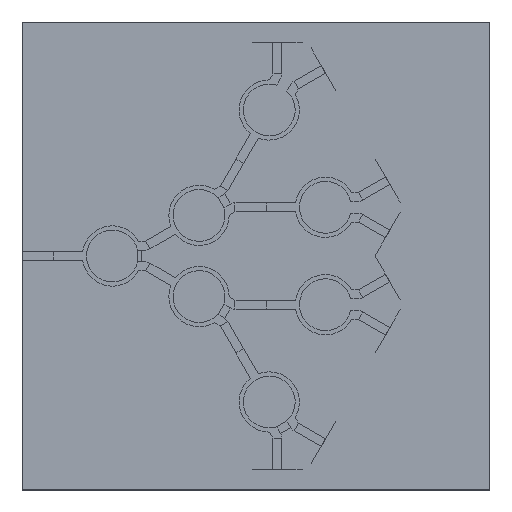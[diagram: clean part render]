
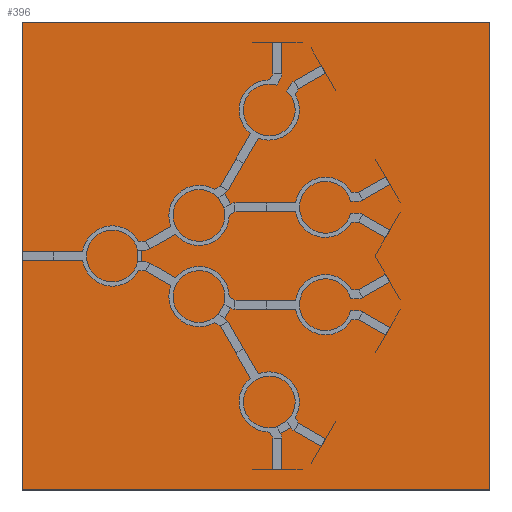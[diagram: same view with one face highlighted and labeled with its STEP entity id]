
A CAD part, top view. The second image highlights one B-rep face of the part: STEP entity #396.
In plain terms, the highlighted planar face has unit normal (0, 0, 1).
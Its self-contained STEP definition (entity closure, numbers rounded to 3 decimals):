
#396=ADVANCED_FACE('',(#644),#645,.T.);
#644=FACE_OUTER_BOUND('',#1113,.T.);
#645=PLANE('',#1114);
#1113=EDGE_LOOP('',(#1582,#1583,#1584,#1585));
#1114=AXIS2_PLACEMENT_3D('',#1586,#1587,#1588);
#1582=ORIENTED_EDGE('',*,*,#3318,.T.);
#1583=ORIENTED_EDGE('',*,*,#3319,.T.);
#1584=ORIENTED_EDGE('',*,*,#3320,.T.);
#1585=ORIENTED_EDGE('',*,*,#3321,.T.);
#1586=CARTESIAN_POINT('',(7.5,0.0,0.0));
#1587=DIRECTION('',(0.0,0.0,1.0));
#1588=DIRECTION('',(1.0,0.0,0.0));
#3318=EDGE_CURVE('',#3889,#3890,#3891,.T.);
#3319=EDGE_CURVE('',#3890,#3892,#3893,.T.);
#3320=EDGE_CURVE('',#3892,#3894,#3895,.T.);
#3321=EDGE_CURVE('',#3894,#3889,#3896,.T.);
#3889=VERTEX_POINT('',#4818);
#3890=VERTEX_POINT('',#4819);
#3891=LINE('',#4820,#4821);
#3892=VERTEX_POINT('',#4822);
#3893=LINE('',#4823,#4824);
#3894=VERTEX_POINT('',#4825);
#3895=LINE('',#4826,#4827);
#3896=LINE('',#4828,#4829);
#4818=CARTESIAN_POINT('',(15.0,-7.5,0.0));
#4819=CARTESIAN_POINT('',(15.0,7.5,0.0));
#4820=CARTESIAN_POINT('',(15.0,0.0,0.0));
#4821=VECTOR('',#6210,1.0);
#4822=CARTESIAN_POINT('',(0.0,7.5,0.0));
#4823=CARTESIAN_POINT('',(7.5,7.5,0.0));
#4824=VECTOR('',#6211,1.0);
#4825=CARTESIAN_POINT('',(0.0,-7.5,0.0));
#4826=CARTESIAN_POINT('',(0.0,0.0,0.0));
#4827=VECTOR('',#6212,1.0);
#4828=CARTESIAN_POINT('',(7.5,-7.5,0.0));
#4829=VECTOR('',#6213,1.0);
#6210=DIRECTION('',(0.0,1.0,0.0));
#6211=DIRECTION('',(-1.0,0.0,0.0));
#6212=DIRECTION('',(0.0,-1.0,0.0));
#6213=DIRECTION('',(1.0,0.0,0.0));
